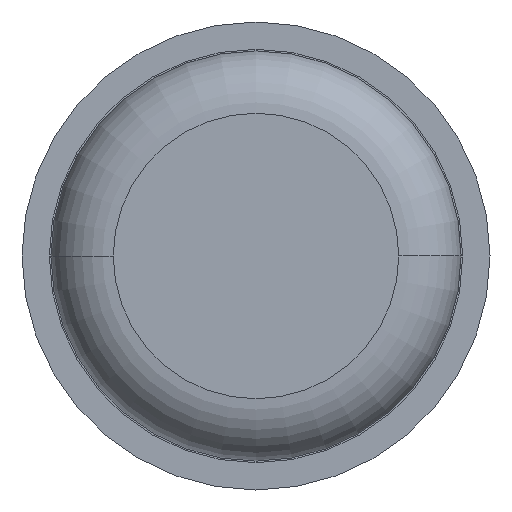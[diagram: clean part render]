
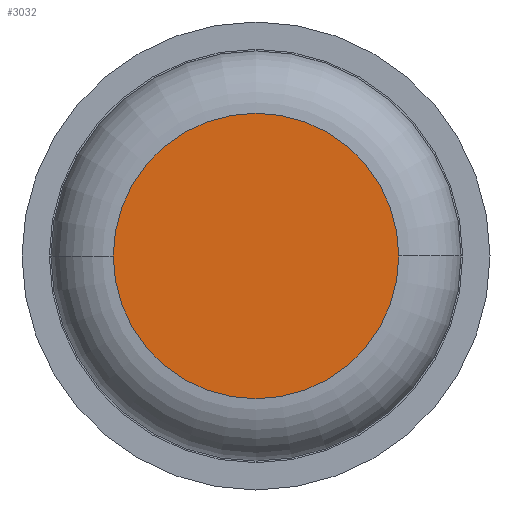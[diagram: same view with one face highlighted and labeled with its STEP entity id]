
A CAD part, front view. The second image highlights one B-rep face of the part: STEP entity #3032.
In plain terms, the highlighted planar face has unit normal (0, -1, 0).
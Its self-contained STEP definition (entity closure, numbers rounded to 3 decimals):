
#208 = CARTESIAN_POINT ( 'NONE',  ( 0., 0., 0. ) ) ;
#636 = VERTEX_POINT ( 'NONE', #3572 ) ;
#656 = EDGE_CURVE ( 'Defeature ausgef�hrt1_6+Defeature ausgef�hrt1_7+Defeature ausgef�hrt1_7+Defeature ausgef�hrt1_7', #2690, #636, #1630, .T. ) ;
#1115 = DIRECTION ( 'NONE',  ( 0., -1., 0. ) ) ;
#1297 = CARTESIAN_POINT ( 'NONE',  ( 0., 0., 0. ) ) ;
#1355 = AXIS2_PLACEMENT_3D ( 'NONE', #2943, #1115, #3706 ) ;
#1553 = AXIS2_PLACEMENT_3D ( 'NONE', #1297, #1714, #3884 ) ;
#1630 = CIRCLE ( 'NONE', #1553, 0.915 ) ;
#1663 = FACE_OUTER_BOUND ( 'NONE', #4573, .T. ) ;
#1714 = DIRECTION ( 'NONE',  ( 0., -1., 0. ) ) ;
#1879 = ORIENTED_EDGE ( 'NONE', *, *, #656, .T. ) ;
#2070 = PLANE ( 'NONE',  #3680 ) ;
#2690 = VERTEX_POINT ( 'NONE', #4279 ) ;
#2808 = DIRECTION ( 'NONE',  ( -1., 0., 0. ) ) ;
#2943 = CARTESIAN_POINT ( 'NONE',  ( 0., 0., 0. ) ) ;
#2978 = EDGE_CURVE ( 'Defeature ausgef�hrt1_6+Defeature ausgef�hrt1_7+Defeature ausgef�hrt1_7+Defeature ausgef�hrt1_7', #636, #2690, #3914, .T. ) ;
#3032 = ADVANCED_FACE ( 'Defeature ausgef�hrt1_6', ( #1663 ), #2070, .F. ) ;
#3178 = DIRECTION ( 'NONE',  ( 0., 1., 0. ) ) ;
#3572 = CARTESIAN_POINT ( 'NONE',  ( -0.915, 0., 0. ) ) ;
#3680 = AXIS2_PLACEMENT_3D ( 'NONE', #208, #3178, #2808 ) ;
#3706 = DIRECTION ( 'NONE',  ( -1., 0., 0. ) ) ;
#3840 = ORIENTED_EDGE ( 'NONE', *, *, #2978, .T. ) ;
#3884 = DIRECTION ( 'NONE',  ( -1., 0., 0. ) ) ;
#3914 = CIRCLE ( 'NONE', #1355, 0.915 ) ;
#4279 = CARTESIAN_POINT ( 'NONE',  ( 0.915, 0., 0. ) ) ;
#4573 = EDGE_LOOP ( 'NONE', ( #3840, #1879 ) ) ;
